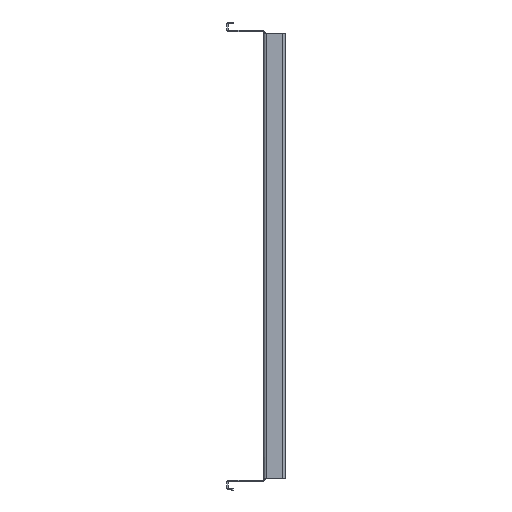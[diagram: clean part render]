
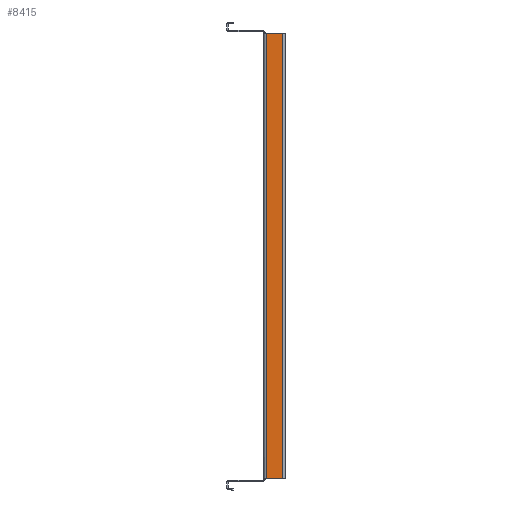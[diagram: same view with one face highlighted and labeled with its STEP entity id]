
A CAD part, left-side view. The second image highlights one B-rep face of the part: STEP entity #8415.
In plain terms, the highlighted planar face has unit normal (-1, 0, 0).
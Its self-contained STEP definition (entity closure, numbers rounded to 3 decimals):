
#1759 = DIRECTION ( 'NONE',  ( 0., 1., 0. ) ) ;
#2722 = VERTEX_POINT ( 'NONE', #12834 ) ;
#3113 = VERTEX_POINT ( 'NONE', #16615 ) ;
#3819 = ORIENTED_EDGE ( 'NONE', *, *, #24159, .T. ) ;
#4039 = DIRECTION ( 'NONE',  ( 0., 0., -1. ) ) ;
#4342 = ORIENTED_EDGE ( 'NONE', *, *, #22073, .T. ) ;
#5058 = CARTESIAN_POINT ( 'NONE',  ( -430., -29., 343. ) ) ;
#6117 = CARTESIAN_POINT ( 'NONE',  ( -430., 0., -343. ) ) ;
#6939 = VECTOR ( 'NONE', #4039, 1000. ) ;
#8410 = VECTOR ( 'NONE', #12735, 1000. ) ;
#8415 = ADVANCED_FACE ( 'NONE', ( #21359 ), #19849, .T. ) ;
#10928 = VECTOR ( 'NONE', #21870, 1000. ) ;
#11777 = AXIS2_PLACEMENT_3D ( 'NONE', #13480, #21756, #19449 ) ;
#12735 = DIRECTION ( 'NONE',  ( 0., -1., 0. ) ) ;
#12795 = ORIENTED_EDGE ( 'NONE', *, *, #25798, .T. ) ;
#12834 = CARTESIAN_POINT ( 'NONE',  ( -430., -29., -343. ) ) ;
#13480 = CARTESIAN_POINT ( 'NONE',  ( -430., 0., 0. ) ) ;
#13603 = CARTESIAN_POINT ( 'NONE',  ( -430., -29., -343. ) ) ;
#13845 = VERTEX_POINT ( 'NONE', #20369 ) ;
#14779 = LINE ( 'NONE', #6117, #8410 ) ;
#15651 = EDGE_LOOP ( 'NONE', ( #12795, #3819, #4342, #20208 ) ) ;
#16615 = CARTESIAN_POINT ( 'NONE',  ( -430., -4., -343. ) ) ;
#18944 = VERTEX_POINT ( 'NONE', #5058 ) ;
#19449 = DIRECTION ( 'NONE',  ( 0., -1., 0. ) ) ;
#19849 = PLANE ( 'NONE',  #11777 ) ;
#20208 = ORIENTED_EDGE ( 'NONE', *, *, #21281, .T. ) ;
#20335 = CARTESIAN_POINT ( 'NONE',  ( -430., 0., 343. ) ) ;
#20369 = CARTESIAN_POINT ( 'NONE',  ( -430., -4., 343. ) ) ;
#21281 = EDGE_CURVE ( 'NONE', #13845, #3113, #26636, .T. ) ;
#21359 = FACE_OUTER_BOUND ( 'NONE', #15651, .T. ) ;
#21756 = DIRECTION ( 'NONE',  ( -1., 0., 0. ) ) ;
#21870 = DIRECTION ( 'NONE',  ( 0., 0., 1. ) ) ;
#22073 = EDGE_CURVE ( 'NONE', #18944, #13845, #22349, .T. ) ;
#22349 = LINE ( 'NONE', #20335, #26421 ) ;
#24159 = EDGE_CURVE ( 'NONE', #2722, #18944, #25378, .T. ) ;
#25378 = LINE ( 'NONE', #13603, #10928 ) ;
#25798 = EDGE_CURVE ( 'NONE', #3113, #2722, #14779, .T. ) ;
#26421 = VECTOR ( 'NONE', #1759, 1000. ) ;
#26636 = LINE ( 'NONE', #26768, #6939 ) ;
#26768 = CARTESIAN_POINT ( 'NONE',  ( -430., -4., 0. ) ) ;
